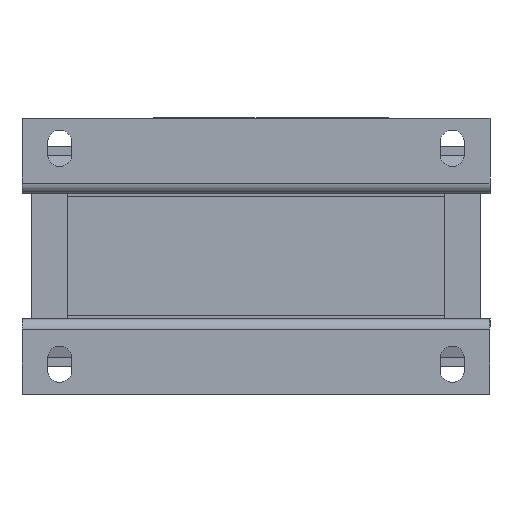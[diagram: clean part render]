
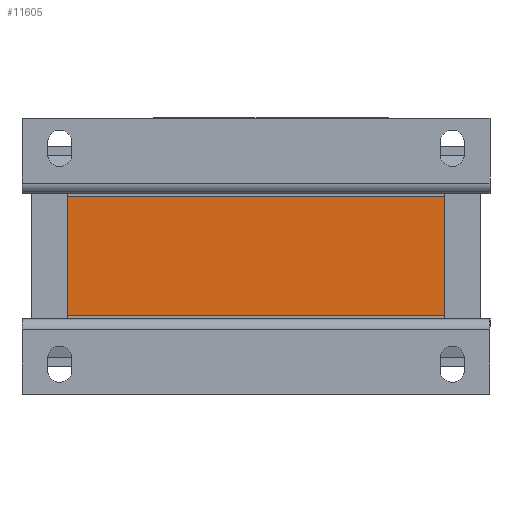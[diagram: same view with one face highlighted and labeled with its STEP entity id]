
A CAD part, front view. The second image highlights one B-rep face of the part: STEP entity #11605.
In plain terms, the highlighted planar face has unit normal (0, -1, 0).
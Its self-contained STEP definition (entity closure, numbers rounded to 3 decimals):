
#1113 = CARTESIAN_POINT ( 'NONE',  ( -62.5, -64.15, 19.75 ) ) ;
#1451 = EDGE_CURVE ( 'Defeature ausgef�hrt1_186+Defeature ausgef�hrt1_426+Defeature ausgef�hrt1_99+Defeature ausgef�hrt1_63', #5898, #7638, #1755, .T. ) ;
#1638 = PLANE ( 'NONE',  #8290 ) ;
#1755 = LINE ( 'NONE', #13743, #12534 ) ;
#2083 = ORIENTED_EDGE ( 'NONE', *, *, #12279, .T. ) ;
#2804 = CARTESIAN_POINT ( 'NONE',  ( 62.5, -64.15, 19.75 ) ) ;
#2832 = DIRECTION ( 'NONE',  ( 0., 0., -1. ) ) ;
#2911 = CARTESIAN_POINT ( 'NONE',  ( -62.5, -64.15, -19.75 ) ) ;
#3316 = LINE ( 'NONE', #1113, #14384 ) ;
#3679 = CARTESIAN_POINT ( 'NONE',  ( -62.5, -64.15, -19.75 ) ) ;
#3785 = VECTOR ( 'NONE', #12928, 1000. ) ;
#3842 = VECTOR ( 'NONE', #2832, 1000. ) ;
#4676 = CARTESIAN_POINT ( 'NONE',  ( -62.5, -64.15, 19.75 ) ) ;
#5898 = VERTEX_POINT ( 'NONE', #4676 ) ;
#7263 = VERTEX_POINT ( 'NONE', #9537 ) ;
#7631 = DIRECTION ( 'NONE',  ( 0., 0., -1. ) ) ;
#7638 = VERTEX_POINT ( 'NONE', #2804 ) ;
#7648 = CARTESIAN_POINT ( 'NONE',  ( 62.5, -64.15, 19.75 ) ) ;
#7658 = VERTEX_POINT ( 'NONE', #2911 ) ;
#7893 = EDGE_LOOP ( 'NONE', ( #2083, #14760, #7931, #8661 ) ) ;
#7931 = ORIENTED_EDGE ( 'NONE', *, *, #1451, .F. ) ;
#8243 = DIRECTION ( 'NONE',  ( 0., 0., 1. ) ) ;
#8290 = AXIS2_PLACEMENT_3D ( 'NONE', #16084, #10519, #8243 ) ;
#8590 = DIRECTION ( 'NONE',  ( 1., 0., 0. ) ) ;
#8661 = ORIENTED_EDGE ( 'NONE', *, *, #12049, .T. ) ;
#9537 = CARTESIAN_POINT ( 'NONE',  ( 62.5, -64.15, -19.75 ) ) ;
#10519 = DIRECTION ( 'NONE',  ( 0., 1., 0. ) ) ;
#11605 = ADVANCED_FACE ( 'Defeature ausgef�hrt1_426', ( #13925 ), #1638, .F. ) ;
#12049 = EDGE_CURVE ( 'Defeature ausgef�hrt1_426+Defeature ausgef�hrt1_427+Defeature ausgef�hrt1_186+Defeature ausgef�hrt1_193', #5898, #7658, #3316, .T. ) ;
#12279 = EDGE_CURVE ( 'Defeature ausgef�hrt1_426+Defeature ausgef�hrt1_193+Defeature ausgef�hrt1_427+Defeature ausgef�hrt1_428', #7658, #7263, #15066, .T. ) ;
#12534 = VECTOR ( 'NONE', #8590, 1000. ) ;
#12928 = DIRECTION ( 'NONE',  ( 1., 0., 0. ) ) ;
#13743 = CARTESIAN_POINT ( 'NONE',  ( -62.5, -64.15, 19.75 ) ) ;
#13925 = FACE_OUTER_BOUND ( 'NONE', #7893, .T. ) ;
#14384 = VECTOR ( 'NONE', #7631, 1000. ) ;
#14760 = ORIENTED_EDGE ( 'NONE', *, *, #15166, .F. ) ;
#15066 = LINE ( 'NONE', #3679, #3785 ) ;
#15120 = LINE ( 'NONE', #7648, #3842 ) ;
#15166 = EDGE_CURVE ( 'Defeature ausgef�hrt1_428+Defeature ausgef�hrt1_426+Defeature ausgef�hrt1_63+Defeature ausgef�hrt1_65', #7638, #7263, #15120, .T. ) ;
#16084 = CARTESIAN_POINT ( 'NONE',  ( -62.5, -64.15, 19.75 ) ) ;
